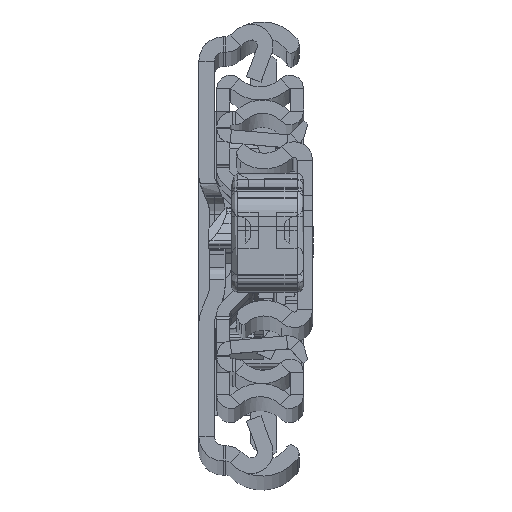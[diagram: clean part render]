
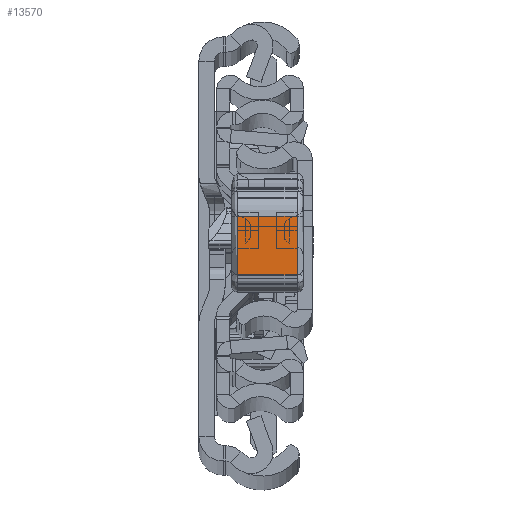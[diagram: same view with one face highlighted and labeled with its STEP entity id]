
A CAD part, top view. The second image highlights one B-rep face of the part: STEP entity #13570.
In plain terms, the highlighted face is planar.
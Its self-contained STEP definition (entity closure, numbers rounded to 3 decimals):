
#47 = ORIENTED_EDGE ( 'NONE', *, *, #1564, .T. ) ;
#1459 = ORIENTED_EDGE ( 'NONE', *, *, #6296, .T. ) ;
#1564 = EDGE_CURVE ( 'NONE', #17579, #5265, #33432, .T. ) ;
#1969 = VECTOR ( 'NONE', #13976, 1000. ) ;
#2023 = CARTESIAN_POINT ( 'NONE',  ( 39.55, -12.274, 10. ) ) ;
#3767 = CARTESIAN_POINT ( 'NONE',  ( 39.818, -2.465, 11. ) ) ;
#3877 = VERTEX_POINT ( 'NONE', #26035 ) ;
#4587 = CARTESIAN_POINT ( 'NONE',  ( 39.55, -12.274, 0. ) ) ;
#5222 = CARTESIAN_POINT ( 'NONE',  ( 39.55, -12.274, 11. ) ) ;
#5265 = VERTEX_POINT ( 'NONE', #33004 ) ;
#6241 = AXIS2_PLACEMENT_3D ( 'NONE', #5222, #14931, #12571 ) ;
#6296 = EDGE_CURVE ( 'NONE', #3877, #14497, #18768, .T. ) ;
#6492 = LINE ( 'NONE', #3767, #25846 ) ;
#10149 = ORIENTED_EDGE ( 'NONE', *, *, #28465, .T. ) ;
#12571 = DIRECTION ( 'NONE',  ( -0.027, -1., 0. ) ) ;
#13300 = DIRECTION ( 'NONE',  ( 0.027, 1., 0. ) ) ;
#13570 = ADVANCED_FACE ( 'NONE', ( #25470 ), #18155, .F. ) ;
#13648 = LINE ( 'NONE', #24003, #1969 ) ;
#13976 = DIRECTION ( 'NONE',  ( 0., 0., -1. ) ) ;
#14156 = DIRECTION ( 'NONE',  ( 0., 0., 1. ) ) ;
#14497 = VERTEX_POINT ( 'NONE', #2023 ) ;
#14931 = DIRECTION ( 'NONE',  ( -1., 0.027, 0. ) ) ;
#17579 = VERTEX_POINT ( 'NONE', #4587 ) ;
#17860 = EDGE_CURVE ( 'NONE', #14497, #17579, #13648, .T. ) ;
#18155 = PLANE ( 'NONE',  #6241 ) ;
#18768 = LINE ( 'NONE', #26587, #33123 ) ;
#24003 = CARTESIAN_POINT ( 'NONE',  ( 39.55, -12.274, 11. ) ) ;
#25448 = ORIENTED_EDGE ( 'NONE', *, *, #17860, .T. ) ;
#25470 = FACE_OUTER_BOUND ( 'NONE', #29495, .T. ) ;
#25617 = VECTOR ( 'NONE', #13300, 1000. ) ;
#25846 = VECTOR ( 'NONE', #14156, 1000. ) ;
#26035 = CARTESIAN_POINT ( 'NONE',  ( 39.818, -2.465, 10. ) ) ;
#26587 = CARTESIAN_POINT ( 'NONE',  ( 39.55, -12.274, 10. ) ) ;
#27955 = CARTESIAN_POINT ( 'NONE',  ( 39.55, -12.274, 0. ) ) ;
#28465 = EDGE_CURVE ( 'NONE', #5265, #3877, #6492, .T. ) ;
#28972 = DIRECTION ( 'NONE',  ( -0.027, -1., 0. ) ) ;
#29495 = EDGE_LOOP ( 'NONE', ( #25448, #47, #10149, #1459 ) ) ;
#33004 = CARTESIAN_POINT ( 'NONE',  ( 39.818, -2.465, 0. ) ) ;
#33123 = VECTOR ( 'NONE', #28972, 1000. ) ;
#33432 = LINE ( 'NONE', #27955, #25617 ) ;
